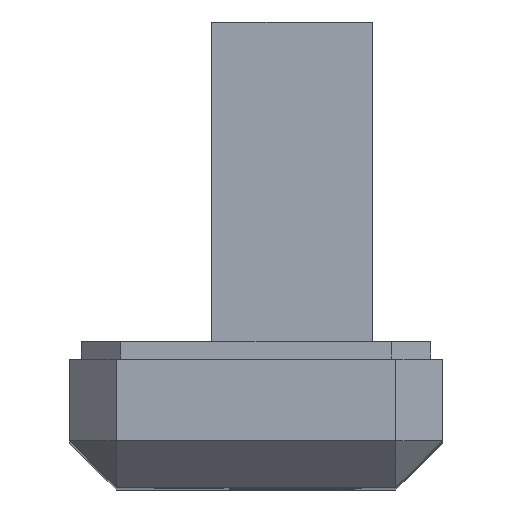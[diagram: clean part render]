
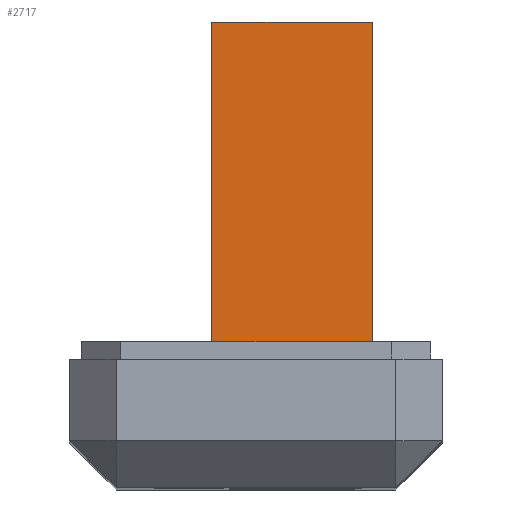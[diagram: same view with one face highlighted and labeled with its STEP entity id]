
A CAD part, top view. The second image highlights one B-rep face of the part: STEP entity #2717.
In plain terms, the highlighted planar face has unit normal (0, 0, 1).
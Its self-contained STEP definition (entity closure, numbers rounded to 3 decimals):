
#2 = EDGE_CURVE ( 'NONE', #4090, #1890, #271, .T. ) ;
#59 = VERTEX_POINT ( 'NONE', #4374 ) ;
#271 = LINE ( 'NONE', #2153, #1687 ) ;
#289 = ORIENTED_EDGE ( 'NONE', *, *, #4587, .F. ) ;
#310 = LINE ( 'NONE', #2248, #3865 ) ;
#371 = VERTEX_POINT ( 'NONE', #1495 ) ;
#382 = EDGE_CURVE ( 'NONE', #3658, #59, #3761, .T. ) ;
#412 = CARTESIAN_POINT ( 'NONE',  ( -2.435, 40., -24.127 ) ) ;
#669 = ORIENTED_EDGE ( 'NONE', *, *, #3661, .F. ) ;
#757 = CARTESIAN_POINT ( 'NONE',  ( 4.783, 5.708, -24.127 ) ) ;
#773 = ORIENTED_EDGE ( 'NONE', *, *, #2649, .T. ) ;
#876 = VECTOR ( 'NONE', #4889, 1000. ) ;
#880 = VECTOR ( 'NONE', #4655, 1000. ) ;
#881 = VECTOR ( 'NONE', #3667, 1000. ) ;
#928 = EDGE_LOOP ( 'NONE', ( #1906, #3979, #4585, #4006, #773, #2246, #669, #4528, #4102, #289 ) ) ;
#950 = VECTOR ( 'NONE', #3029, 1000. ) ;
#1082 = CARTESIAN_POINT ( 'NONE',  ( -14.735, 40., -24.127 ) ) ;
#1125 = VECTOR ( 'NONE', #3656, 1000. ) ;
#1209 = VERTEX_POINT ( 'NONE', #2040 ) ;
#1270 = VECTOR ( 'NONE', #3271, 1000. ) ;
#1328 = CARTESIAN_POINT ( 'NONE',  ( -13.235, 40., -24.127 ) ) ;
#1410 = EDGE_CURVE ( 'NONE', #4735, #1209, #310, .T. ) ;
#1460 = LINE ( 'NONE', #3052, #950 ) ;
#1495 = CARTESIAN_POINT ( 'NONE',  ( -2.435, 3.323, -24.127 ) ) ;
#1501 = DIRECTION ( 'NONE',  ( 0., -1., 0. ) ) ;
#1551 = CARTESIAN_POINT ( 'NONE',  ( -14.735, 40., -24.127 ) ) ;
#1686 = VECTOR ( 'NONE', #1501, 1000. ) ;
#1687 = VECTOR ( 'NONE', #2524, 1000. ) ;
#1739 = CARTESIAN_POINT ( 'NONE',  ( -2.435, 2., -24.127 ) ) ;
#1771 = LINE ( 'NONE', #1817, #1270 ) ;
#1817 = CARTESIAN_POINT ( 'NONE',  ( -14.735, 2., -24.127 ) ) ;
#1820 = FACE_OUTER_BOUND ( 'NONE', #928, .T. ) ;
#1849 = CARTESIAN_POINT ( 'NONE',  ( -14.735, 40., -24.127 ) ) ;
#1890 = VERTEX_POINT ( 'NONE', #2102 ) ;
#1906 = ORIENTED_EDGE ( 'NONE', *, *, #3576, .F. ) ;
#2040 = CARTESIAN_POINT ( 'NONE',  ( -14.735, 2., -24.127 ) ) ;
#2102 = CARTESIAN_POINT ( 'NONE',  ( -0.935, 2., -24.127 ) ) ;
#2153 = CARTESIAN_POINT ( 'NONE',  ( -0.935, 40., -24.127 ) ) ;
#2204 = LINE ( 'NONE', #1551, #876 ) ;
#2246 = ORIENTED_EDGE ( 'NONE', *, *, #2, .F. ) ;
#2248 = CARTESIAN_POINT ( 'NONE',  ( -14.735, 40., -24.127 ) ) ;
#2524 = DIRECTION ( 'NONE',  ( 0., -1., 0. ) ) ;
#2649 = EDGE_CURVE ( 'NONE', #4281, #1890, #3613, .T. ) ;
#2717 = ADVANCED_FACE ( 'NONE', ( #1820 ), #3277, .F. ) ;
#2814 = VERTEX_POINT ( 'NONE', #3778 ) ;
#3029 = DIRECTION ( 'NONE',  ( 0., -1., 0. ) ) ;
#3052 = CARTESIAN_POINT ( 'NONE',  ( -13.235, 40., -24.127 ) ) ;
#3135 = LINE ( 'NONE', #4710, #880 ) ;
#3208 = LINE ( 'NONE', #1328, #1125 ) ;
#3271 = DIRECTION ( 'NONE',  ( 1., 0., 0. ) ) ;
#3277 = PLANE ( 'NONE',  #3722 ) ;
#3329 = DIRECTION ( 'NONE',  ( 0., -1., 0. ) ) ;
#3346 = DIRECTION ( 'NONE',  ( -1., 0., 0. ) ) ;
#3576 = EDGE_CURVE ( 'NONE', #59, #4250, #1460, .T. ) ;
#3613 = LINE ( 'NONE', #3687, #881 ) ;
#3656 = DIRECTION ( 'NONE',  ( 0., -1., 0. ) ) ;
#3658 = VERTEX_POINT ( 'NONE', #3766 ) ;
#3661 = EDGE_CURVE ( 'NONE', #4735, #4090, #2204, .T. ) ;
#3667 = DIRECTION ( 'NONE',  ( 1., 0., 0. ) ) ;
#3687 = CARTESIAN_POINT ( 'NONE',  ( -14.735, 2., -24.127 ) ) ;
#3722 = AXIS2_PLACEMENT_3D ( 'NONE', #1849, #4037, #3346 ) ;
#3761 = LINE ( 'NONE', #757, #4219 ) ;
#3766 = CARTESIAN_POINT ( 'NONE',  ( -2.435, 5.708, -24.127 ) ) ;
#3778 = CARTESIAN_POINT ( 'NONE',  ( -13.235, 2., -24.127 ) ) ;
#3865 = VECTOR ( 'NONE', #3329, 1000. ) ;
#3979 = ORIENTED_EDGE ( 'NONE', *, *, #382, .F. ) ;
#4006 = ORIENTED_EDGE ( 'NONE', *, *, #4767, .T. ) ;
#4037 = DIRECTION ( 'NONE',  ( 0., 0., -1. ) ) ;
#4090 = VERTEX_POINT ( 'NONE', #4212 ) ;
#4102 = ORIENTED_EDGE ( 'NONE', *, *, #4286, .T. ) ;
#4127 = LINE ( 'NONE', #412, #1686 ) ;
#4165 = EDGE_CURVE ( 'NONE', #3658, #371, #3135, .T. ) ;
#4212 = CARTESIAN_POINT ( 'NONE',  ( -0.935, 40., -24.127 ) ) ;
#4219 = VECTOR ( 'NONE', #4561, 1000. ) ;
#4250 = VERTEX_POINT ( 'NONE', #4432 ) ;
#4281 = VERTEX_POINT ( 'NONE', #1739 ) ;
#4286 = EDGE_CURVE ( 'NONE', #1209, #2814, #1771, .T. ) ;
#4374 = CARTESIAN_POINT ( 'NONE',  ( -13.235, 5.708, -24.127 ) ) ;
#4432 = CARTESIAN_POINT ( 'NONE',  ( -13.235, 3.323, -24.127 ) ) ;
#4528 = ORIENTED_EDGE ( 'NONE', *, *, #1410, .T. ) ;
#4561 = DIRECTION ( 'NONE',  ( -1., 0., 0. ) ) ;
#4585 = ORIENTED_EDGE ( 'NONE', *, *, #4165, .T. ) ;
#4587 = EDGE_CURVE ( 'NONE', #4250, #2814, #3208, .T. ) ;
#4655 = DIRECTION ( 'NONE',  ( 0., -1., 0. ) ) ;
#4710 = CARTESIAN_POINT ( 'NONE',  ( -2.435, 40., -24.127 ) ) ;
#4735 = VERTEX_POINT ( 'NONE', #1082 ) ;
#4767 = EDGE_CURVE ( 'NONE', #371, #4281, #4127, .T. ) ;
#4889 = DIRECTION ( 'NONE',  ( 1., 0., 0. ) ) ;
